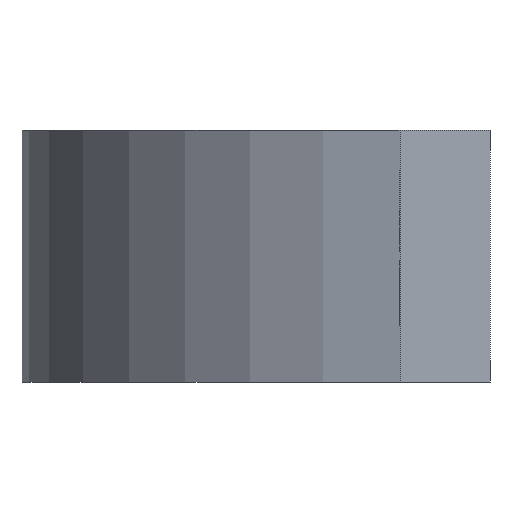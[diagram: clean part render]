
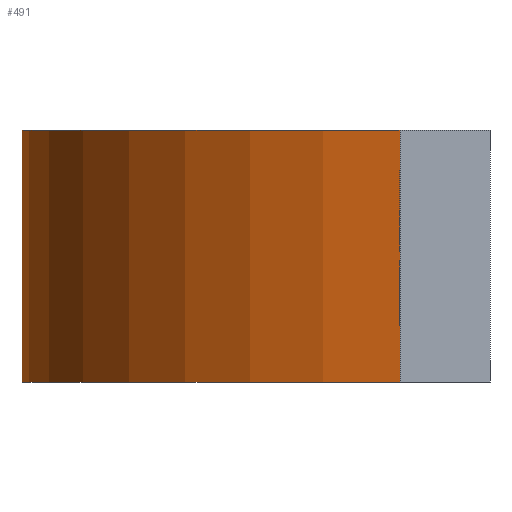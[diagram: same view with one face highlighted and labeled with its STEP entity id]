
A CAD part, left-side view. The second image highlights one B-rep face of the part: STEP entity #491.
In plain terms, the highlighted cylindrical face has radius 26 mm (diameter 52 mm), a partial arc.
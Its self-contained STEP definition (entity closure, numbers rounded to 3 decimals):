
#186=CARTESIAN_POINT('',(25.515,5.,0.));
#187=VERTEX_POINT('',#186);
#194=CARTESIAN_POINT('',(-25.515,5.,0.));
#195=VERTEX_POINT('',#194);
#196=CARTESIAN_POINT('',(0.,0.,0.));
#197=DIRECTION('',(-0.981,0.192,0.));
#198=DIRECTION('',(0.,0.,-1.));
#199=AXIS2_PLACEMENT_3D('',#196,#198,#197);
#200=CIRCLE('',#199,26.);
#201=EDGE_CURVE('',#195,#187,#200,.T.);
#435=CARTESIAN_POINT('',(25.515,5.,14.));
#436=VERTEX_POINT('',#435);
#443=CARTESIAN_POINT('',(-25.515,5.,14.));
#444=VERTEX_POINT('',#443);
#445=CARTESIAN_POINT('',(0.,0.,14.));
#446=DIRECTION('',(0.981,0.192,0.));
#447=DIRECTION('',(0.,0.,1.));
#448=AXIS2_PLACEMENT_3D('',#445,#447,#446);
#449=CIRCLE('',#448,26.);
#450=EDGE_CURVE('',#436,#444,#449,.T.);
#470=CARTESIAN_POINT('',(0.,0.,0.));
#471=DIRECTION('',(0.981,0.192,0.));
#472=DIRECTION('',(0.,0.,1.));
#473=AXIS2_PLACEMENT_3D('',#470,#472,#471);
#474=CYLINDRICAL_SURFACE('',#473,26.);
#475=CARTESIAN_POINT('',(-25.515,5.,0.));
#476=DIRECTION('',(0.,0.,1.));
#477=VECTOR('',#476,14.);
#478=LINE('',#475,#477);
#479=EDGE_CURVE('',#195,#444,#478,.T.);
#480=ORIENTED_EDGE('E43',*,*,#479,.T.);
#481=ORIENTED_EDGE('E43',*,*,#450,.F.);
#482=CARTESIAN_POINT('',(25.515,5.,14.));
#483=DIRECTION('',(0.,0.,-1.));
#484=VECTOR('',#483,14.);
#485=LINE('',#482,#484);
#486=EDGE_CURVE('',#436,#187,#485,.T.);
#487=ORIENTED_EDGE('E44',*,*,#486,.T.);
#488=ORIENTED_EDGE('E44',*,*,#201,.F.);
#489=EDGE_LOOP('',(#480,#481,#487,#488));
#490=FACE_OUTER_BOUND('',#489,.T.);
#491=ADVANCED_FACE('F12',(#490),#474,.T.);
